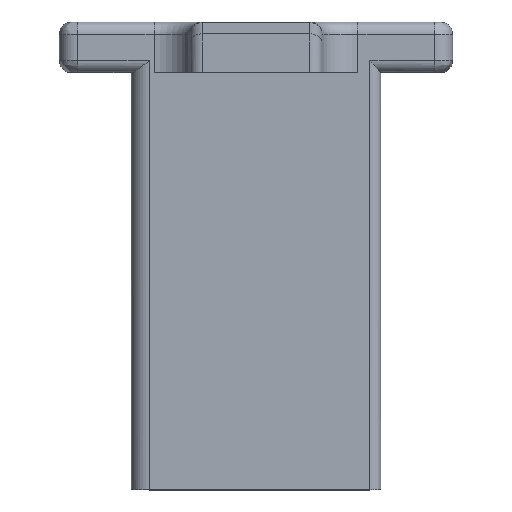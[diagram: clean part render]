
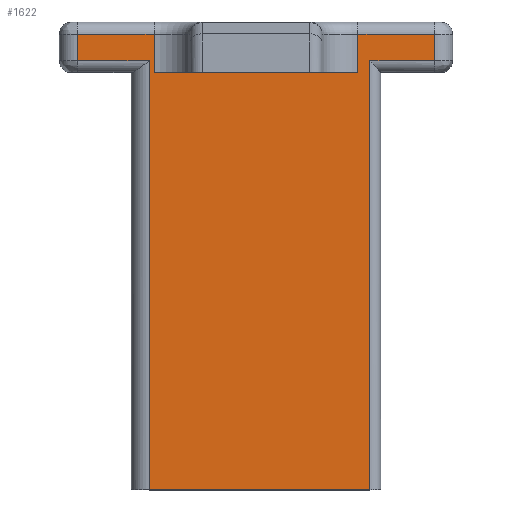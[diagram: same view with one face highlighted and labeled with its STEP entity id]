
A CAD part, top view. The second image highlights one B-rep face of the part: STEP entity #1622.
In plain terms, the highlighted planar face has unit normal (0, 0, 1).
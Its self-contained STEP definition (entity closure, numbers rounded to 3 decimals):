
#42=PLANE('',#1762);
#96=LINE('',#2355,#272);
#101=LINE('',#2365,#277);
#103=LINE('',#2368,#279);
#121=LINE('',#2425,#297);
#125=LINE('',#2489,#301);
#129=LINE('',#2500,#305);
#131=LINE('',#2507,#307);
#144=LINE('',#2538,#320);
#145=LINE('',#2542,#321);
#146=LINE('',#2544,#322);
#147=LINE('',#2546,#323);
#148=LINE('',#2548,#324);
#149=LINE('',#2549,#325);
#150=LINE('',#2551,#326);
#151=LINE('',#2552,#327);
#152=LINE('',#2553,#328);
#272=VECTOR('',#1890,10.);
#277=VECTOR('',#1899,10.);
#279=VECTOR('',#1903,10.);
#297=VECTOR('',#1951,10.);
#301=VECTOR('',#1987,10.);
#305=VECTOR('',#1999,10.);
#307=VECTOR('',#2007,10.);
#320=VECTOR('',#2036,10.);
#321=VECTOR('',#2041,10.);
#322=VECTOR('',#2042,10.);
#323=VECTOR('',#2043,10.);
#324=VECTOR('',#2044,10.);
#325=VECTOR('',#2045,10.);
#326=VECTOR('',#2046,10.);
#327=VECTOR('',#2047,10.);
#328=VECTOR('',#2048,10.);
#498=FACE_OUTER_BOUND('',#590,.T.);
#590=EDGE_LOOP('',(#1266,#1267,#1268,#1269,#1270,#1271,#1272,#1273,#1274,
#1275,#1276,#1277,#1278,#1279,#1280,#1281));
#726=VERTEX_POINT('',#2352);
#727=VERTEX_POINT('',#2354);
#729=VERTEX_POINT('',#2362);
#730=VERTEX_POINT('',#2364);
#753=VERTEX_POINT('',#2419);
#754=VERTEX_POINT('',#2423);
#761=VERTEX_POINT('',#2483);
#762=VERTEX_POINT('',#2487);
#765=VERTEX_POINT('',#2499);
#767=VERTEX_POINT('',#2505);
#777=VERTEX_POINT('',#2537);
#778=VERTEX_POINT('',#2541);
#779=VERTEX_POINT('',#2543);
#780=VERTEX_POINT('',#2545);
#781=VERTEX_POINT('',#2547);
#782=VERTEX_POINT('',#2550);
#885=EDGE_CURVE('',#727,#726,#96,.T.);
#890=EDGE_CURVE('',#730,#729,#101,.T.);
#892=EDGE_CURVE('',#729,#727,#103,.T.);
#921=EDGE_CURVE('',#754,#753,#121,.T.);
#937=EDGE_CURVE('',#762,#761,#125,.T.);
#942=EDGE_CURVE('',#753,#765,#129,.T.);
#946=EDGE_CURVE('',#767,#754,#131,.T.);
#961=EDGE_CURVE('',#761,#777,#144,.T.);
#963=EDGE_CURVE('',#778,#767,#145,.T.);
#964=EDGE_CURVE('',#779,#778,#146,.T.);
#965=EDGE_CURVE('',#779,#780,#147,.T.);
#966=EDGE_CURVE('',#781,#780,#148,.T.);
#967=EDGE_CURVE('',#777,#781,#149,.T.);
#968=EDGE_CURVE('',#782,#762,#150,.T.);
#969=EDGE_CURVE('',#782,#730,#151,.T.);
#970=EDGE_CURVE('',#726,#765,#152,.T.);
#1266=ORIENTED_EDGE('',*,*,#921,.F.);
#1267=ORIENTED_EDGE('',*,*,#946,.F.);
#1268=ORIENTED_EDGE('',*,*,#963,.F.);
#1269=ORIENTED_EDGE('',*,*,#964,.F.);
#1270=ORIENTED_EDGE('',*,*,#965,.T.);
#1271=ORIENTED_EDGE('',*,*,#966,.F.);
#1272=ORIENTED_EDGE('',*,*,#967,.F.);
#1273=ORIENTED_EDGE('',*,*,#961,.F.);
#1274=ORIENTED_EDGE('',*,*,#937,.F.);
#1275=ORIENTED_EDGE('',*,*,#968,.F.);
#1276=ORIENTED_EDGE('',*,*,#969,.T.);
#1277=ORIENTED_EDGE('',*,*,#890,.T.);
#1278=ORIENTED_EDGE('',*,*,#892,.T.);
#1279=ORIENTED_EDGE('',*,*,#885,.T.);
#1280=ORIENTED_EDGE('',*,*,#970,.T.);
#1281=ORIENTED_EDGE('',*,*,#942,.F.);
#1622=ADVANCED_FACE('',(#498),#42,.T.);
#1762=AXIS2_PLACEMENT_3D('',#2540,#2039,#2040);
#1890=DIRECTION('',(0.,-1.,0.));
#1899=DIRECTION('',(0.,1.,0.));
#1903=DIRECTION('',(-1.,0.,0.));
#1951=DIRECTION('',(1.,0.,0.));
#1987=DIRECTION('',(1.,0.,0.));
#1999=DIRECTION('',(0.,-1.,0.));
#2007=DIRECTION('',(0.,1.,0.));
#2036=DIRECTION('',(0.,-1.,0.));
#2039=DIRECTION('center_axis',(0.,0.,1.));
#2040=DIRECTION('ref_axis',(-1.,0.,0.));
#2041=DIRECTION('',(-1.,0.,0.));
#2042=DIRECTION('',(0.,1.,0.));
#2043=DIRECTION('',(1.,0.,0.));
#2044=DIRECTION('',(0.,-1.,0.));
#2045=DIRECTION('',(-1.,0.,0.));
#2046=DIRECTION('',(0.,1.,0.));
#2047=DIRECTION('',(-1.,0.,0.));
#2048=DIRECTION('',(-1.,0.,0.));
#2352=CARTESIAN_POINT('',(3.45,17.4,3.05));
#2354=CARTESIAN_POINT('',(3.45,19.5,3.05));
#2355=CARTESIAN_POINT('',(3.45,19.5,3.05));
#2362=CARTESIAN_POINT('',(6.95,19.5,3.05));
#2364=CARTESIAN_POINT('',(6.95,17.4,3.05));
#2365=CARTESIAN_POINT('',(6.95,19.5,3.05));
#2368=CARTESIAN_POINT('',(0.,19.5,3.05));
#2419=CARTESIAN_POINT('',(0.95,19.,3.05));
#2423=CARTESIAN_POINT('',(-2.25,19.,3.05));
#2425=CARTESIAN_POINT('',(2.6,19.,3.05));
#2483=CARTESIAN_POINT('',(12.65,19.,3.05));
#2487=CARTESIAN_POINT('',(9.45,19.,3.05));
#2489=CARTESIAN_POINT('',(2.6,19.,3.05));
#2499=CARTESIAN_POINT('',(0.95,17.4,3.05));
#2500=CARTESIAN_POINT('',(0.95,19.5,3.05));
#2505=CARTESIAN_POINT('',(-2.25,17.9,3.05));
#2507=CARTESIAN_POINT('',(-2.25,19.5,3.05));
#2537=CARTESIAN_POINT('',(12.65,17.9,3.05));
#2538=CARTESIAN_POINT('',(12.65,19.5,3.05));
#2540=CARTESIAN_POINT('Origin',(0.,19.5,3.05));
#2541=CARTESIAN_POINT('',(0.75,17.9,3.05));
#2542=CARTESIAN_POINT('',(2.6,17.9,3.05));
#2543=CARTESIAN_POINT('',(0.75,0.,3.05));
#2544=CARTESIAN_POINT('',(0.75,0.,3.05));
#2545=CARTESIAN_POINT('',(9.95,0.,3.05));
#2546=CARTESIAN_POINT('',(0.,0.,3.05));
#2547=CARTESIAN_POINT('',(9.95,17.9,3.05));
#2548=CARTESIAN_POINT('',(9.95,0.,3.05));
#2549=CARTESIAN_POINT('',(2.6,17.9,3.05));
#2550=CARTESIAN_POINT('',(9.45,17.4,3.05));
#2551=CARTESIAN_POINT('',(9.45,19.5,3.05));
#2552=CARTESIAN_POINT('',(2.6,17.4,3.05));
#2553=CARTESIAN_POINT('',(2.6,17.4,3.05));
